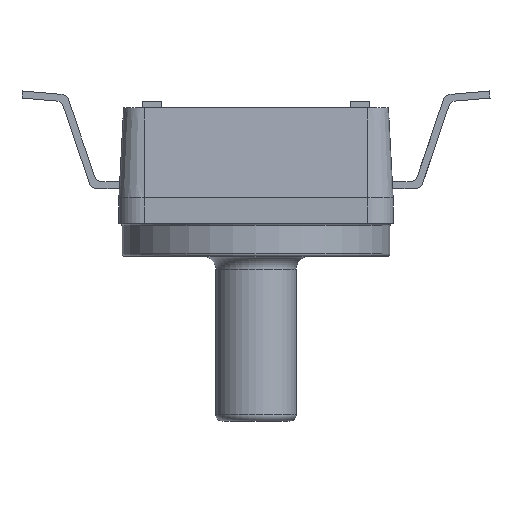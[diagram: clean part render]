
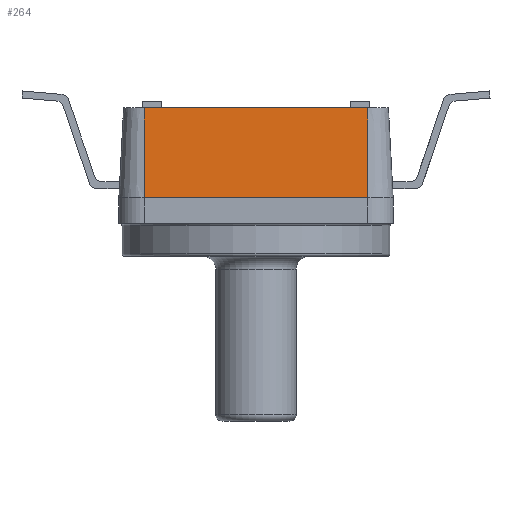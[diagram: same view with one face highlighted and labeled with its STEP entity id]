
A CAD part, front view. The second image highlights one B-rep face of the part: STEP entity #264.
In plain terms, the highlighted planar face has unit normal (0, -0.999, 0.052).
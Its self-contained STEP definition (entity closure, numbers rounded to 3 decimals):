
#264 = ADVANCED_FACE ( 'NONE', ( #2367 ), #2853, .T. ) ;
#552 = CARTESIAN_POINT ( 'NONE',  ( -4.395, -5.395, 1. ) ) ;
#664 = DIRECTION ( 'NONE',  ( 0., -0.052, -0.999 ) ) ;
#822 = LINE ( 'NONE', #5919, #5863 ) ;
#930 = EDGE_CURVE ( 'NONE', #3489, #5890, #822, .T. ) ;
#1120 = CARTESIAN_POINT ( 'NONE',  ( -4.395, -5.209, 4.54 ) ) ;
#1236 = CARTESIAN_POINT ( 'NONE',  ( -4.395, -5.395, 1. ) ) ;
#1314 = VERTEX_POINT ( 'NONE', #3745 ) ;
#1848 = ORIENTED_EDGE ( 'NONE', *, *, #930, .T. ) ;
#1933 = EDGE_CURVE ( 'NONE', #3223, #3489, #5133, .T. ) ;
#2093 = AXIS2_PLACEMENT_3D ( 'NONE', #1236, #5937, #3774 ) ;
#2367 = FACE_OUTER_BOUND ( 'NONE', #6329, .T. ) ;
#2757 = VECTOR ( 'NONE', #664, 1000. ) ;
#2853 = PLANE ( 'NONE',  #2093 ) ;
#3111 = EDGE_CURVE ( 'NONE', #1314, #5890, #6501, .T. ) ;
#3223 = VERTEX_POINT ( 'NONE', #5590 ) ;
#3489 = VERTEX_POINT ( 'NONE', #552 ) ;
#3745 = CARTESIAN_POINT ( 'NONE',  ( 4.395, -5.209, 4.54 ) ) ;
#3774 = DIRECTION ( 'NONE',  ( 0., -0.052, -0.999 ) ) ;
#3922 = DIRECTION ( 'NONE',  ( 0., -0.052, -0.999 ) ) ;
#3972 = EDGE_CURVE ( 'NONE', #3223, #1314, #4072, .T. ) ;
#4072 = LINE ( 'NONE', #1120, #6596 ) ;
#4380 = VECTOR ( 'NONE', #3922, 1000. ) ;
#4429 = DIRECTION ( 'NONE',  ( 1., 0., 0. ) ) ;
#4432 = CARTESIAN_POINT ( 'NONE',  ( 4.395, -5.395, 1. ) ) ;
#4734 = ORIENTED_EDGE ( 'NONE', *, *, #3111, .F. ) ;
#5133 = LINE ( 'NONE', #5237, #2757 ) ;
#5237 = CARTESIAN_POINT ( 'NONE',  ( -4.395, -5.395, 1. ) ) ;
#5347 = CARTESIAN_POINT ( 'NONE',  ( 4.395, -5.395, 1. ) ) ;
#5590 = CARTESIAN_POINT ( 'NONE',  ( -4.395, -5.209, 4.54 ) ) ;
#5688 = DIRECTION ( 'NONE',  ( 1., 0., 0. ) ) ;
#5863 = VECTOR ( 'NONE', #4429, 1000. ) ;
#5890 = VERTEX_POINT ( 'NONE', #5347 ) ;
#5919 = CARTESIAN_POINT ( 'NONE',  ( -4.395, -5.395, 1. ) ) ;
#5937 = DIRECTION ( 'NONE',  ( 0., -0.999, 0.052 ) ) ;
#6124 = ORIENTED_EDGE ( 'NONE', *, *, #3972, .F. ) ;
#6329 = EDGE_LOOP ( 'NONE', ( #1848, #4734, #6124, #6359 ) ) ;
#6359 = ORIENTED_EDGE ( 'NONE', *, *, #1933, .T. ) ;
#6501 = LINE ( 'NONE', #4432, #4380 ) ;
#6596 = VECTOR ( 'NONE', #5688, 1000. ) ;
